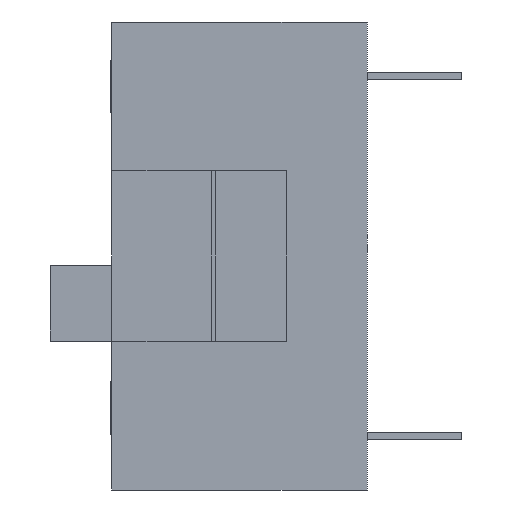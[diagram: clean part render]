
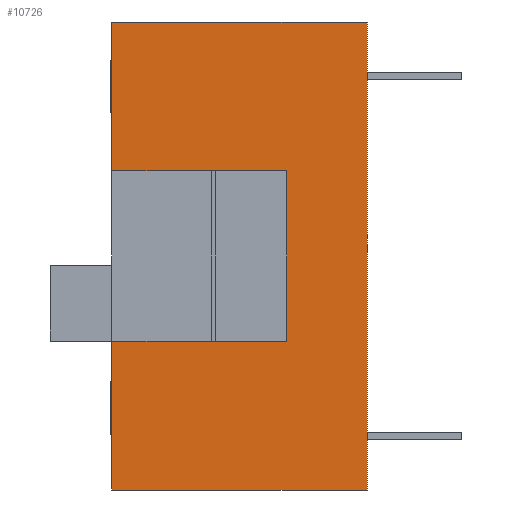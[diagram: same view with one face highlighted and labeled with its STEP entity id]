
A CAD part, left-side view. The second image highlights one B-rep face of the part: STEP entity #10726.
In plain terms, the highlighted planar face has unit normal (-1, 0, 0).
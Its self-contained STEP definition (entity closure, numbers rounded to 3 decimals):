
#940=FACE_OUTER_BOUND('',#1603,.T.);
#1603=EDGE_LOOP('',(#7300,#7301,#7302,#7303,#7304,#7305,#7306,#7307));
#2375=LINE('',#14132,#3476);
#2381=LINE('',#14143,#3482);
#2382=LINE('',#14145,#3483);
#2383=LINE('',#14147,#3484);
#2384=LINE('',#14149,#3485);
#2385=LINE('',#14151,#3486);
#2386=LINE('',#14153,#3487);
#2387=LINE('',#14154,#3488);
#3476=VECTOR('',#12090,10.);
#3482=VECTOR('',#12100,10.);
#3483=VECTOR('',#12101,10.);
#3484=VECTOR('',#12102,10.);
#3485=VECTOR('',#12103,10.);
#3486=VECTOR('',#12104,10.);
#3487=VECTOR('',#12105,10.);
#3488=VECTOR('',#12106,10.);
#4537=VERTEX_POINT('',#14130);
#4538=VERTEX_POINT('',#14131);
#4541=VERTEX_POINT('',#14142);
#4542=VERTEX_POINT('',#14144);
#4543=VERTEX_POINT('',#14146);
#4544=VERTEX_POINT('',#14148);
#4545=VERTEX_POINT('',#14150);
#4546=VERTEX_POINT('',#14152);
#5631=EDGE_CURVE('',#4537,#4538,#2375,.T.);
#5637=EDGE_CURVE('',#4541,#4537,#2381,.T.);
#5638=EDGE_CURVE('',#4538,#4542,#2382,.T.);
#5639=EDGE_CURVE('',#4543,#4542,#2383,.T.);
#5640=EDGE_CURVE('',#4544,#4543,#2384,.T.);
#5641=EDGE_CURVE('',#4545,#4544,#2385,.T.);
#5642=EDGE_CURVE('',#4546,#4545,#2386,.T.);
#5643=EDGE_CURVE('',#4541,#4546,#2387,.T.);
#7300=ORIENTED_EDGE('',*,*,#5637,.T.);
#7301=ORIENTED_EDGE('',*,*,#5631,.T.);
#7302=ORIENTED_EDGE('',*,*,#5638,.T.);
#7303=ORIENTED_EDGE('',*,*,#5639,.F.);
#7304=ORIENTED_EDGE('',*,*,#5640,.F.);
#7305=ORIENTED_EDGE('',*,*,#5641,.F.);
#7306=ORIENTED_EDGE('',*,*,#5642,.F.);
#7307=ORIENTED_EDGE('',*,*,#5643,.F.);
#10303=PLANE('',#11460);
#10726=ADVANCED_FACE('',(#940),#10303,.F.);
#11460=AXIS2_PLACEMENT_3D('',#14141,#12098,#12099);
#12090=DIRECTION('',(0.,0.,-1.));
#12098=DIRECTION('center_axis',(1.,0.,0.));
#12099=DIRECTION('ref_axis',(0.,0.,-1.));
#12100=DIRECTION('',(0.,-1.,0.));
#12101=DIRECTION('',(0.,1.,0.));
#12102=DIRECTION('',(0.,0.,1.));
#12103=DIRECTION('',(0.,1.,0.));
#12104=DIRECTION('',(0.,0.,-1.));
#12105=DIRECTION('',(0.,-1.,0.));
#12106=DIRECTION('',(0.,0.,1.));
#14130=CARTESIAN_POINT('',(-13.38,1.7,1.8));
#14131=CARTESIAN_POINT('',(-13.38,1.7,-1.8));
#14132=CARTESIAN_POINT('',(-13.38,1.7,0.9));
#14141=CARTESIAN_POINT('Origin',(-13.38,2.7,0.));
#14142=CARTESIAN_POINT('',(-13.38,5.4,1.8));
#14143=CARTESIAN_POINT('',(-13.38,3.,1.8));
#14144=CARTESIAN_POINT('',(-13.38,5.4,-1.8));
#14145=CARTESIAN_POINT('',(-13.38,2.2,-1.8));
#14146=CARTESIAN_POINT('',(-13.38,5.4,-4.95));
#14147=CARTESIAN_POINT('',(-13.38,5.4,-4.95));
#14148=CARTESIAN_POINT('',(-13.38,0.,-4.95));
#14149=CARTESIAN_POINT('',(-13.38,0.,-4.95));
#14150=CARTESIAN_POINT('',(-13.38,0.,4.95));
#14151=CARTESIAN_POINT('',(-13.38,0.,4.95));
#14152=CARTESIAN_POINT('',(-13.38,5.4,4.95));
#14153=CARTESIAN_POINT('',(-13.38,5.4,4.95));
#14154=CARTESIAN_POINT('',(-13.38,5.4,-4.95));
